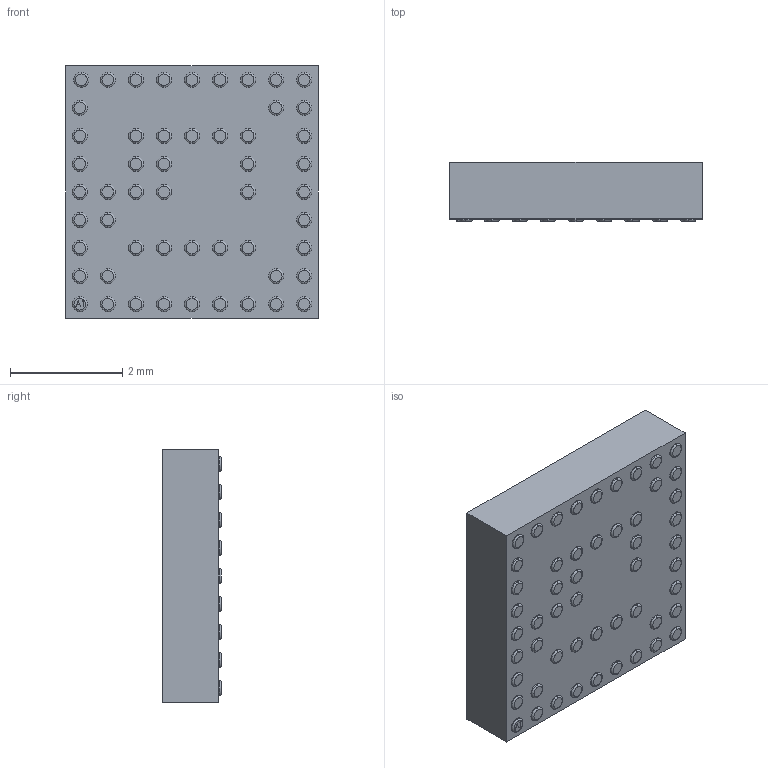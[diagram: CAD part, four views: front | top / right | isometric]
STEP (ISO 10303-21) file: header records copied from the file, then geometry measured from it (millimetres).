
FILE_DESCRIPTION (( 'STEP AP214' ), '1' );
FILE_NAME ('MIAM10Q.STEP', '2024-05-29T14:39:26', ( '' ), ( '' ), 'SwSTEP 2.0', 'SolidWorks 2024', '' );
FILE_SCHEMA (( 'AUTOMOTIVE_DESIGN' ));
Length unit declared in the file: millimetre
Products named in the file (1): MIAM10Q
Bounding box: 4.5 x 1.04 x 4.5 mm (x, y, z)
Volume: 20.4 mm3; surface area: 60 mm2
Topology: 1 solids, 1 shells, 578 faces, 1334 edges, 854 vertices
Faces by surface type: plane 262, cylinder 114, torus 106, bspline 96
Entity records: 26562 total; most frequent: CARTESIAN_POINT 10247, ORIENTED_EDGE 2668, DIRECTION 2548, EDGE_CURVE 1334, AXIS2_PLACEMENT_3D 923, VERTEX_POINT 854, VECTOR 702, LINE 702
